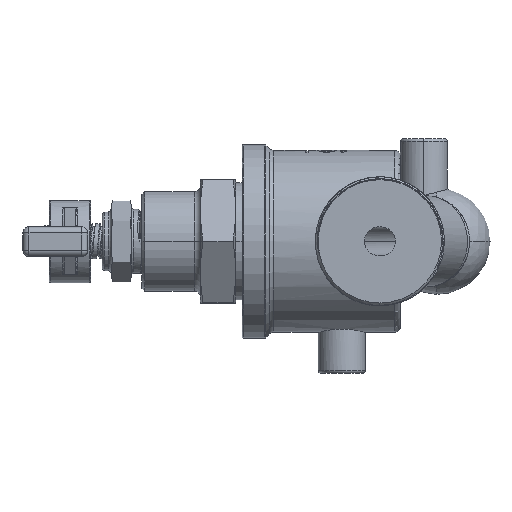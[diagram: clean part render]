
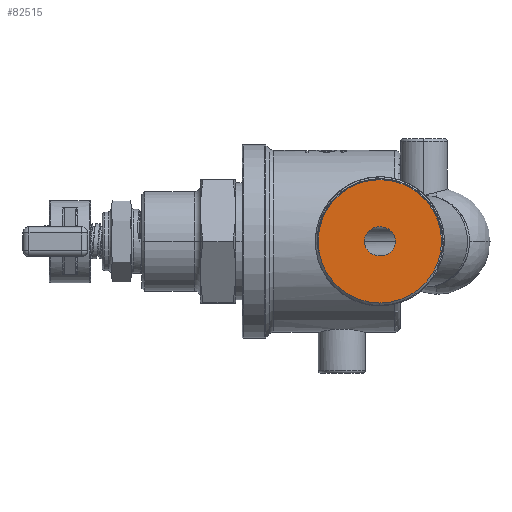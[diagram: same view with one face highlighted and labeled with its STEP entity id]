
A CAD part, left-side view. The second image highlights one B-rep face of the part: STEP entity #82515.
In plain terms, the highlighted planar face has unit normal (-1, 0, 0).
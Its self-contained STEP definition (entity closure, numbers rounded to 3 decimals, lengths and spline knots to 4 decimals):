
#320 = ORIENTED_EDGE ( 'NONE', *, *, #18774, .T. ) ;
#4965 = AXIS2_PLACEMENT_3D ( 'NONE', #69833, #78313, #103208 ) ;
#5330 = VERTEX_POINT ( 'NONE', #19240 ) ;
#7866 = CIRCLE ( 'NONE', #71053, 1.315 ) ;
#11129 = CARTESIAN_POINT ( 'NONE',  ( -3.25, -2.6054, 0. ) ) ;
#11467 = DIRECTION ( 'NONE',  ( -1., 0., 0. ) ) ;
#12967 = CARTESIAN_POINT ( 'NONE',  ( -3.25, -3.2706, 0. ) ) ;
#14611 = EDGE_LOOP ( 'NONE', ( #82787, #39497 ) ) ;
#16741 = EDGE_CURVE ( 'NONE', #5330, #21130, #7866, .T. ) ;
#18774 = EDGE_CURVE ( 'NONE', #21130, #5330, #80836, .T. ) ;
#19240 = CARTESIAN_POINT ( 'NONE',  ( -3.25, -2.938, -1.315 ) ) ;
#21130 = VERTEX_POINT ( 'NONE', #102292 ) ;
#21981 = CARTESIAN_POINT ( 'NONE',  ( -3.25, -2.6054, 0. ) ) ;
#25416 = DIRECTION ( 'NONE',  ( 0., -1., 0. ) ) ;
#27643 = DIRECTION ( 'NONE',  ( -1., 0., 0. ) ) ;
#30449 = EDGE_CURVE ( 'NONE', #61531, #42416, #82056, .T. ) ;
#36873 = CARTESIAN_POINT ( 'NONE',  ( -3.25, -2.938, 0. ) ) ;
#39497 = ORIENTED_EDGE ( 'NONE', *, *, #89679, .F. ) ;
#42162 = PLANE ( 'NONE',  #4965 ) ;
#42416 = VERTEX_POINT ( 'NONE', #11129 ) ;
#54989 = DIRECTION ( 'NONE',  ( 0., -1., 0. ) ) ;
#61531 = VERTEX_POINT ( 'NONE', #99356 ) ;
#68726 = FACE_BOUND ( 'NONE', #14611, .T. ) ;
#69833 = CARTESIAN_POINT ( 'NONE',  ( -3.25, -2.938, 0. ) ) ;
#71053 = AXIS2_PLACEMENT_3D ( 'NONE', #36873, #11467, #54989 ) ;
#72887 = CARTESIAN_POINT ( 'NONE',  ( -3.25, -2.6054, -0.625 ) ) ;
#74902 = CARTESIAN_POINT ( 'NONE',  ( -3.25, -3.2706, 0. ) ) ;
#78313 = DIRECTION ( 'NONE',  ( -1., 0., 0. ) ) ;
#78559 = ORIENTED_EDGE ( 'NONE', *, *, #16741, .T. ) ;
#80836 = CIRCLE ( 'NONE', #106079, 1.315 ) ;
#82056 =( BOUNDED_CURVE ( )  B_SPLINE_CURVE ( 3, ( #74902, #82264, #90199, #109365 ),
 .UNSPECIFIED., .F., .F. ) 
 B_SPLINE_CURVE_WITH_KNOTS ( ( 4, 4 ),
 ( 3.1416, 6.2832 ),
 .UNSPECIFIED. ) 
 CURVE ( )  GEOMETRIC_REPRESENTATION_ITEM ( )  RATIONAL_B_SPLINE_CURVE ( ( 1., 0.333, 0.333, 1. ) ) 
 REPRESENTATION_ITEM ( '' )  );
#82264 = CARTESIAN_POINT ( 'NONE',  ( -3.25, -3.2706, 0.625 ) ) ;
#82515 = ADVANCED_FACE ( 'NONE', ( #95848, #68726 ), #42162, .T. ) ;
#82787 = ORIENTED_EDGE ( 'NONE', *, *, #30449, .F. ) ;
#89679 = EDGE_CURVE ( 'NONE', #42416, #61531, #91867, .T. ) ;
#90199 = CARTESIAN_POINT ( 'NONE',  ( -3.25, -2.6054, 0.625 ) ) ;
#90410 = CARTESIAN_POINT ( 'NONE',  ( -3.25, -3.2706, -0.625 ) ) ;
#91867 =( BOUNDED_CURVE ( )  B_SPLINE_CURVE ( 3, ( #21981, #72887, #90410, #12967 ),
 .UNSPECIFIED., .F., .F. ) 
 B_SPLINE_CURVE_WITH_KNOTS ( ( 4, 4 ),
 ( 0., 3.1416 ),
 .UNSPECIFIED. ) 
 CURVE ( )  GEOMETRIC_REPRESENTATION_ITEM ( )  RATIONAL_B_SPLINE_CURVE ( ( 1., 0.333, 0.333, 1. ) ) 
 REPRESENTATION_ITEM ( '' )  );
#95848 = FACE_OUTER_BOUND ( 'NONE', #98464, .T. ) ;
#98464 = EDGE_LOOP ( 'NONE', ( #78559, #320 ) ) ;
#99356 = CARTESIAN_POINT ( 'NONE',  ( -3.25, -3.2706, 0. ) ) ;
#102292 = CARTESIAN_POINT ( 'NONE',  ( -3.25, -2.938, 1.315 ) ) ;
#103208 = DIRECTION ( 'NONE',  ( 0., 1., 0. ) ) ;
#105092 = CARTESIAN_POINT ( 'NONE',  ( -3.25, -2.938, 0. ) ) ;
#106079 = AXIS2_PLACEMENT_3D ( 'NONE', #105092, #27643, #25416 ) ;
#109365 = CARTESIAN_POINT ( 'NONE',  ( -3.25, -2.6054, 0. ) ) ;
